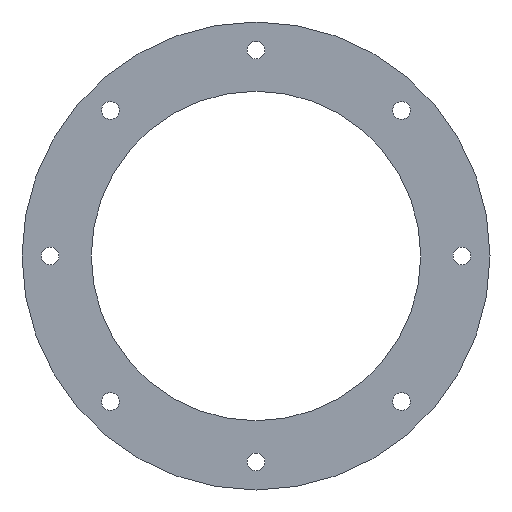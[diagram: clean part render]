
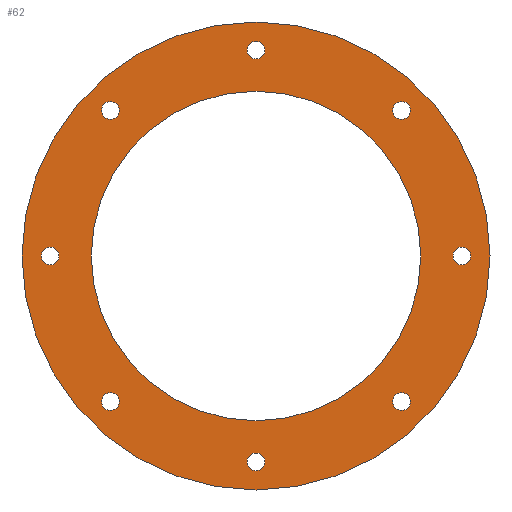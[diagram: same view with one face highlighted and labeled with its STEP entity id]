
A CAD part, left-side view. The second image highlights one B-rep face of the part: STEP entity #62.
In plain terms, the highlighted planar face has unit normal (-1, 0, 0).
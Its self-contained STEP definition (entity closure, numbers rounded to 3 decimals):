
#62 = ADVANCED_FACE( '', ( #141, #142, #143, #144, #145, #146, #147, #148, #149, #150 ), #151, .T. );
#141 = FACE_BOUND( '', #228, .T. );
#142 = FACE_BOUND( '', #229, .T. );
#143 = FACE_BOUND( '', #230, .T. );
#144 = FACE_BOUND( '', #231, .T. );
#145 = FACE_BOUND( '', #232, .T. );
#146 = FACE_BOUND( '', #233, .T. );
#147 = FACE_BOUND( '', #234, .T. );
#148 = FACE_BOUND( '', #235, .T. );
#149 = FACE_BOUND( '', #236, .T. );
#150 = FACE_OUTER_BOUND( '', #237, .T. );
#151 = PLANE( '', #238 );
#228 = EDGE_LOOP( '', ( #331 ) );
#229 = EDGE_LOOP( '', ( #332 ) );
#230 = EDGE_LOOP( '', ( #333 ) );
#231 = EDGE_LOOP( '', ( #334 ) );
#232 = EDGE_LOOP( '', ( #335 ) );
#233 = EDGE_LOOP( '', ( #336 ) );
#234 = EDGE_LOOP( '', ( #337 ) );
#235 = EDGE_LOOP( '', ( #338 ) );
#236 = EDGE_LOOP( '', ( #339 ) );
#237 = EDGE_LOOP( '', ( #340 ) );
#238 = AXIS2_PLACEMENT_3D( '', #341, #342, #343 );
#331 = ORIENTED_EDGE( '', *, *, #399, .T. );
#332 = ORIENTED_EDGE( '', *, *, #373, .T. );
#333 = ORIENTED_EDGE( '', *, *, #391, .T. );
#334 = ORIENTED_EDGE( '', *, *, #401, .T. );
#335 = ORIENTED_EDGE( '', *, *, #402, .T. );
#336 = ORIENTED_EDGE( '', *, *, #387, .T. );
#337 = ORIENTED_EDGE( '', *, *, #385, .T. );
#338 = ORIENTED_EDGE( '', *, *, #395, .T. );
#339 = ORIENTED_EDGE( '', *, *, #403, .T. );
#340 = ORIENTED_EDGE( '', *, *, #393, .F. );
#341 = CARTESIAN_POINT( '', ( 0., 125., 0. ) );
#342 = DIRECTION( '', ( -1., 0., 0. ) );
#343 = DIRECTION( '', ( 0., 0., 1. ) );
#373 = EDGE_CURVE( '', #416, #416, #417, .T. );
#385 = EDGE_CURVE( '', #438, #438, #439, .T. );
#387 = EDGE_CURVE( '', #441, #441, #442, .T. );
#391 = EDGE_CURVE( '', #447, #447, #448, .T. );
#393 = EDGE_CURVE( '', #450, #450, #451, .T. );
#395 = EDGE_CURVE( '', #453, #453, #454, .T. );
#399 = EDGE_CURVE( '', #459, #459, #460, .T. );
#401 = EDGE_CURVE( '', #462, #462, #463, .T. );
#402 = EDGE_CURVE( '', #464, #464, #465, .T. );
#403 = EDGE_CURVE( '', #466, #466, #467, .T. );
#416 = VERTEX_POINT( '', #480 );
#417 = CIRCLE( '', #481, 4.75 );
#438 = VERTEX_POINT( '', #502 );
#439 = CIRCLE( '', #503, 4.75 );
#441 = VERTEX_POINT( '', #505 );
#442 = CIRCLE( '', #506, 4.75 );
#447 = VERTEX_POINT( '', #511 );
#448 = CIRCLE( '', #512, 4.75 );
#450 = VERTEX_POINT( '', #514 );
#451 = CIRCLE( '', #515, 125. );
#453 = VERTEX_POINT( '', #517 );
#454 = CIRCLE( '', #518, 4.75 );
#459 = VERTEX_POINT( '', #523 );
#460 = CIRCLE( '', #524, 88. );
#462 = VERTEX_POINT( '', #526 );
#463 = CIRCLE( '', #527, 4.75 );
#464 = VERTEX_POINT( '', #528 );
#465 = CIRCLE( '', #529, 4.75 );
#466 = VERTEX_POINT( '', #530 );
#467 = CIRCLE( '', #531, 4.75 );
#480 = CARTESIAN_POINT( '', ( 0., 110., -4.75 ) );
#481 = AXIS2_PLACEMENT_3D( '', #545, #546, #547 );
#502 = CARTESIAN_POINT( '', ( 0., 0., 105.25 ) );
#503 = AXIS2_PLACEMENT_3D( '', #575, #576, #577 );
#505 = CARTESIAN_POINT( '', ( 0., -77.782, 73.032 ) );
#506 = AXIS2_PLACEMENT_3D( '', #578, #579, #580 );
#511 = CARTESIAN_POINT( '', ( 0., 0., -114.75 ) );
#512 = AXIS2_PLACEMENT_3D( '', #584, #585, #586 );
#514 = CARTESIAN_POINT( '', ( 0., 0., -125. ) );
#515 = AXIS2_PLACEMENT_3D( '', #587, #588, #589 );
#517 = CARTESIAN_POINT( '', ( 0., 77.782, 73.032 ) );
#518 = AXIS2_PLACEMENT_3D( '', #590, #591, #592 );
#523 = CARTESIAN_POINT( '', ( 0., 0., -88. ) );
#524 = AXIS2_PLACEMENT_3D( '', #596, #597, #598 );
#526 = CARTESIAN_POINT( '', ( 0., -77.782, -82.532 ) );
#527 = AXIS2_PLACEMENT_3D( '', #599, #600, #601 );
#528 = CARTESIAN_POINT( '', ( 0., -110., -4.75 ) );
#529 = AXIS2_PLACEMENT_3D( '', #602, #603, #604 );
#530 = CARTESIAN_POINT( '', ( 0., 77.782, -82.532 ) );
#531 = AXIS2_PLACEMENT_3D( '', #605, #606, #607 );
#545 = CARTESIAN_POINT( '', ( 0., 110., 0. ) );
#546 = DIRECTION( '', ( 1., 0., 0. ) );
#547 = DIRECTION( '', ( 0., 0., -1. ) );
#575 = CARTESIAN_POINT( '', ( 0., 0., 110. ) );
#576 = DIRECTION( '', ( 1., 0., 0. ) );
#577 = DIRECTION( '', ( 0., 0., -1. ) );
#578 = CARTESIAN_POINT( '', ( 0., -77.782, 77.782 ) );
#579 = DIRECTION( '', ( 1., 0., 0. ) );
#580 = DIRECTION( '', ( 0., 0., -1. ) );
#584 = CARTESIAN_POINT( '', ( 0., 0., -110. ) );
#585 = DIRECTION( '', ( 1., 0., 0. ) );
#586 = DIRECTION( '', ( 0., 0., -1. ) );
#587 = CARTESIAN_POINT( '', ( 0., 0., 0. ) );
#588 = DIRECTION( '', ( 1., 0., 0. ) );
#589 = DIRECTION( '', ( 0., 0., -1. ) );
#590 = CARTESIAN_POINT( '', ( 0., 77.782, 77.782 ) );
#591 = DIRECTION( '', ( 1., 0., 0. ) );
#592 = DIRECTION( '', ( 0., 0., -1. ) );
#596 = CARTESIAN_POINT( '', ( 0., 0., 0. ) );
#597 = DIRECTION( '', ( 1., 0., 0. ) );
#598 = DIRECTION( '', ( 0., 0., -1. ) );
#599 = CARTESIAN_POINT( '', ( 0., -77.782, -77.782 ) );
#600 = DIRECTION( '', ( 1., 0., 0. ) );
#601 = DIRECTION( '', ( 0., 0., -1. ) );
#602 = CARTESIAN_POINT( '', ( 0., -110., 0. ) );
#603 = DIRECTION( '', ( 1., 0., 0. ) );
#604 = DIRECTION( '', ( 0., 0., -1. ) );
#605 = CARTESIAN_POINT( '', ( 0., 77.782, -77.782 ) );
#606 = DIRECTION( '', ( 1., 0., 0. ) );
#607 = DIRECTION( '', ( 0., 0., -1. ) );
